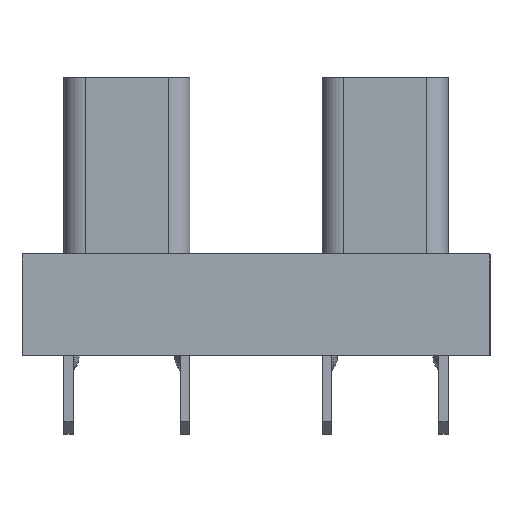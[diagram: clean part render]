
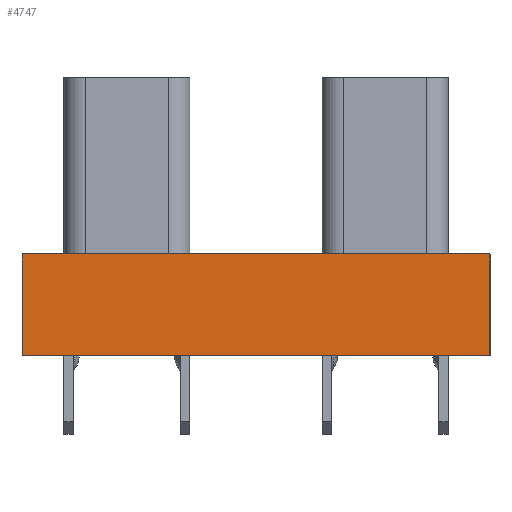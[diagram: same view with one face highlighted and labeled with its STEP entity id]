
A CAD part, top view. The second image highlights one B-rep face of the part: STEP entity #4747.
In plain terms, the highlighted planar face has unit normal (0, 0, 1).
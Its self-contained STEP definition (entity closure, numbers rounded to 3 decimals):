
#215 = CARTESIAN_POINT ( 'NONE',  ( 9.237, -2.283, 1.847 ) ) ;
#483 = LINE ( 'NONE', #500, #499 ) ;
#498 = DIRECTION ( 'NONE',  ( 1., 0., 0. ) ) ;
#499 = VECTOR ( 'NONE', #498, 1000. ) ;
#500 = CARTESIAN_POINT ( 'NONE',  ( -5.444, 0.892, 1.847 ) ) ;
#671 = CARTESIAN_POINT ( 'NONE',  ( 9.237, 0.892, 1.847 ) ) ;
#2477 = VECTOR ( 'NONE', #2508, 1000. ) ;
#2508 = DIRECTION ( 'NONE',  ( 0., -1., 0. ) ) ;
#2509 = LINE ( 'NONE', #2512, #2477 ) ;
#2512 = CARTESIAN_POINT ( 'NONE',  ( -5.444, 0.892, 1.847 ) ) ;
#2537 = VECTOR ( 'NONE', #2547, 1000. ) ;
#2538 = CARTESIAN_POINT ( 'NONE',  ( -5.444, -2.283, 1.847 ) ) ;
#2547 = DIRECTION ( 'NONE',  ( 1., 0., 0. ) ) ;
#2549 = CARTESIAN_POINT ( 'NONE',  ( -5.444, -2.283, 1.847 ) ) ;
#2550 = LINE ( 'NONE', #2538, #2537 ) ;
#2552 = LINE ( 'NONE', #2561, #2560 ) ;
#2553 = CARTESIAN_POINT ( 'NONE',  ( -5.444, 0.892, 1.847 ) ) ;
#2560 = VECTOR ( 'NONE', #2564, 1000. ) ;
#2561 = CARTESIAN_POINT ( 'NONE',  ( 9.237, 0.892, 1.847 ) ) ;
#2564 = DIRECTION ( 'NONE',  ( 0., -1., 0. ) ) ;
#2599 = FACE_OUTER_BOUND ( 'NONE', #4734, .T. ) ;
#2613 = PLANE ( 'NONE',  #2624 ) ;
#2621 = DIRECTION ( 'NONE',  ( -1., 0., 0. ) ) ;
#2622 = DIRECTION ( 'NONE',  ( 0., 0., -1. ) ) ;
#2623 = CARTESIAN_POINT ( 'NONE',  ( -5.444, 0.892, 1.847 ) ) ;
#2624 = AXIS2_PLACEMENT_3D ( 'NONE', #2623, #2622, #2621 ) ;
#4621 = VERTEX_POINT ( 'NONE', #215 ) ;
#4697 = EDGE_CURVE ( 'NONE', #4735, #4726, #2509, .T. ) ;
#4705 = ORIENTED_EDGE ( 'NONE', *, *, #4724, .T. ) ;
#4724 = EDGE_CURVE ( 'NONE', #4726, #4621, #2550, .T. ) ;
#4726 = VERTEX_POINT ( 'NONE', #2549 ) ;
#4733 = EDGE_CURVE ( 'NONE', #4942, #4621, #2552, .T. ) ;
#4734 = EDGE_LOOP ( 'NONE', ( #4705, #4814, #4815, #4736 ) ) ;
#4735 = VERTEX_POINT ( 'NONE', #2553 ) ;
#4736 = ORIENTED_EDGE ( 'NONE', *, *, #4697, .T. ) ;
#4747 = ADVANCED_FACE ( 'NONE', ( #2599 ), #2613, .F. ) ;
#4814 = ORIENTED_EDGE ( 'NONE', *, *, #4733, .F. ) ;
#4815 = ORIENTED_EDGE ( 'NONE', *, *, #4816, .F. ) ;
#4816 = EDGE_CURVE ( 'NONE', #4735, #4942, #483, .T. ) ;
#4942 = VERTEX_POINT ( 'NONE', #671 ) ;
